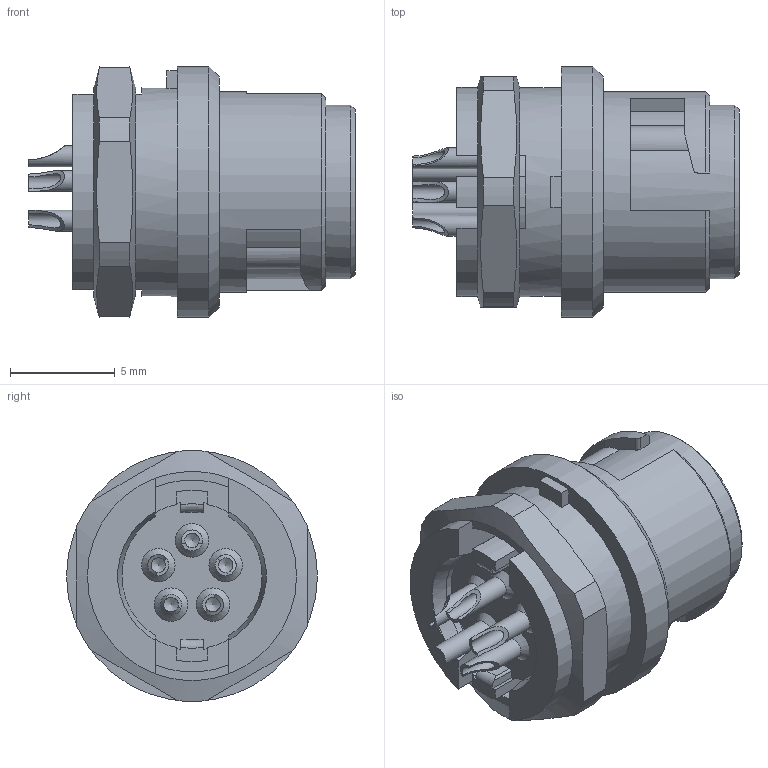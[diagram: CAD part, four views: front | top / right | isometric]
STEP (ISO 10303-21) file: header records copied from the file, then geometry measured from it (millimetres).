
FILE_DESCRIPTION(/* description */ (''),/* implementation_level */ '2;1');
FILE_NAME(/* name */ '09-0997-00-05_bg.stp',/* time_stamp */ '2010-12-01T14:44:14+01:00',/* author */ (''),/* organization */ (''),/* preprocessor_version */ 'ST-DEVELOPER v11',/* originating_system */ 'UGS - NX 5.0',/* authorisation */ '');
FILE_SCHEMA (('CONFIG_CONTROL_DESIGN'));
Length unit declared in the file: millimetre
Products named in the file (1): kbor6A04qour
Bounding box: 15.6 x 12 x 12 mm (x, y, z)
Volume: 852.9 mm3; surface area: 1039.5 mm2
Topology: 1 solids, 1 shells, 172 faces, 500 edges, 326 vertices
Faces by surface type: plane 75, cylinder 65, cone 25, sphere 5, torus 2
Full cylindrical faces by diameter (mm): 0.7 x5, 1 x10, 8.3 x1, 9.6 x1, 10 x1, 12 x1
Entity records: 5355 total; most frequent: CARTESIAN_POINT 1202, DIRECTION 851, ORIENTED_EDGE 804, EDGE_CURVE 402, AXIS2_PLACEMENT_3D 322, VERTEX_POINT 281, EDGE_LOOP 220, LINE 207
